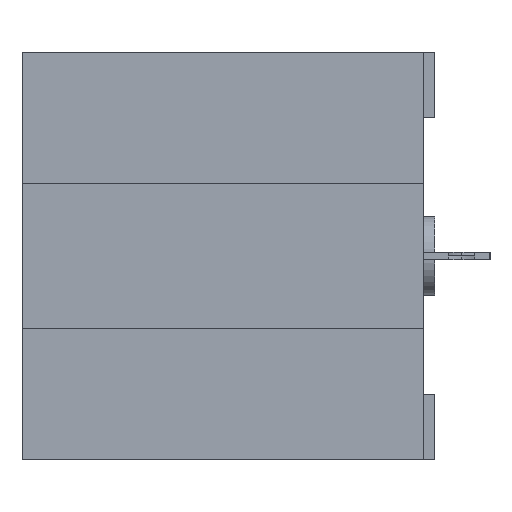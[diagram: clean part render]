
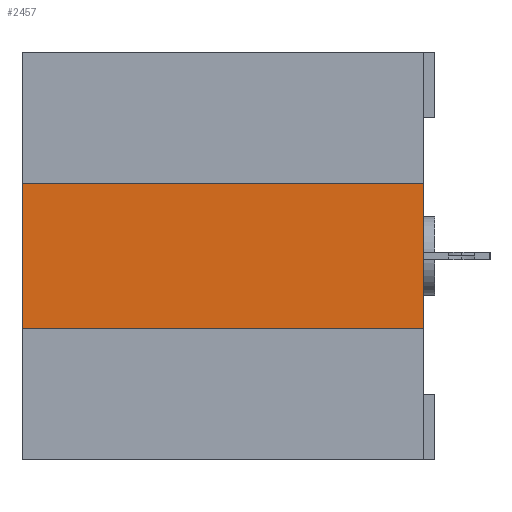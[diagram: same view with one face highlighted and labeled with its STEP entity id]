
A CAD part, left-side view. The second image highlights one B-rep face of the part: STEP entity #2457.
In plain terms, the highlighted planar face has unit normal (-1, 0, 0).
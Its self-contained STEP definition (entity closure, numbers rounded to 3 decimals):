
#270 = VECTOR ( 'NONE', #7686, 1000. ) ;
#596 = VECTOR ( 'NONE', #5737, 1000. ) ;
#1023 = VERTEX_POINT ( 'NONE', #4868 ) ;
#1179 = CARTESIAN_POINT ( 'NONE',  ( -30.035, 28.45, -5. ) ) ;
#1194 = LINE ( 'NONE', #5096, #4305 ) ;
#1261 = CARTESIAN_POINT ( 'NONE',  ( -30.035, 28.45, 0. ) ) ;
#1942 = DIRECTION ( 'NONE',  ( 0., -1., 0. ) ) ;
#1956 = EDGE_CURVE ( 'NONE', #4163, #5523, #1194, .T. ) ;
#1965 = CARTESIAN_POINT ( 'NONE',  ( -30.035, 0.76, 0. ) ) ;
#1969 = ORIENTED_EDGE ( 'NONE', *, *, #3207, .F. ) ;
#2030 = EDGE_CURVE ( 'NONE', #5549, #1023, #7189, .T. ) ;
#2345 = DIRECTION ( 'NONE',  ( 0., 0., -1. ) ) ;
#2457 = ADVANCED_FACE ( 'NONE', ( #6184 ), #4933, .F. ) ;
#2603 = VECTOR ( 'NONE', #1942, 1000. ) ;
#2870 = AXIS2_PLACEMENT_3D ( 'NONE', #4314, #5654, #2345 ) ;
#3207 = EDGE_CURVE ( 'NONE', #4163, #5549, #3826, .T. ) ;
#3826 = LINE ( 'NONE', #1261, #596 ) ;
#3933 = ORIENTED_EDGE ( 'NONE', *, *, #7836, .T. ) ;
#4091 = CARTESIAN_POINT ( 'NONE',  ( -30.035, 28.45, 5. ) ) ;
#4163 = VERTEX_POINT ( 'NONE', #1179 ) ;
#4305 = VECTOR ( 'NONE', #6115, 1000. ) ;
#4314 = CARTESIAN_POINT ( 'NONE',  ( -30.035, 28.45, 0. ) ) ;
#4539 = ORIENTED_EDGE ( 'NONE', *, *, #2030, .F. ) ;
#4868 = CARTESIAN_POINT ( 'NONE',  ( -30.035, 0.76, 5. ) ) ;
#4933 = PLANE ( 'NONE',  #2870 ) ;
#5096 = CARTESIAN_POINT ( 'NONE',  ( -30.035, 28.45, -5. ) ) ;
#5523 = VERTEX_POINT ( 'NONE', #8189 ) ;
#5549 = VERTEX_POINT ( 'NONE', #4091 ) ;
#5654 = DIRECTION ( 'NONE',  ( 1., 0., 0. ) ) ;
#5677 = LINE ( 'NONE', #1965, #270 ) ;
#5737 = DIRECTION ( 'NONE',  ( 0., 0., 1. ) ) ;
#6115 = DIRECTION ( 'NONE',  ( 0., -1., 0. ) ) ;
#6184 = FACE_OUTER_BOUND ( 'NONE', #7031, .T. ) ;
#6424 = CARTESIAN_POINT ( 'NONE',  ( -30.035, 28.45, 5. ) ) ;
#6436 = ORIENTED_EDGE ( 'NONE', *, *, #1956, .T. ) ;
#7031 = EDGE_LOOP ( 'NONE', ( #3933, #4539, #1969, #6436 ) ) ;
#7189 = LINE ( 'NONE', #6424, #2603 ) ;
#7686 = DIRECTION ( 'NONE',  ( 0., 0., 1. ) ) ;
#7836 = EDGE_CURVE ( 'NONE', #5523, #1023, #5677, .T. ) ;
#8189 = CARTESIAN_POINT ( 'NONE',  ( -30.035, 0.76, -5. ) ) ;
